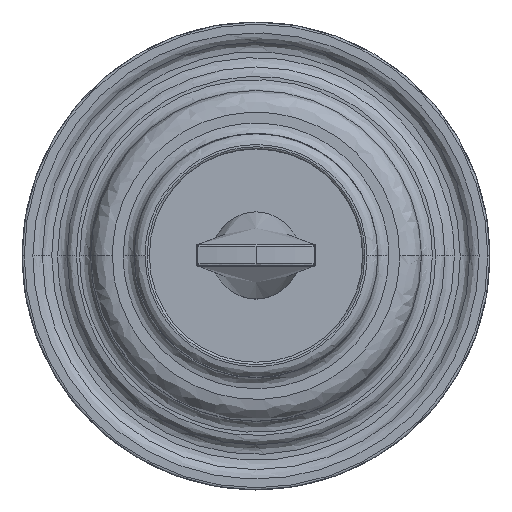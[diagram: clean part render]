
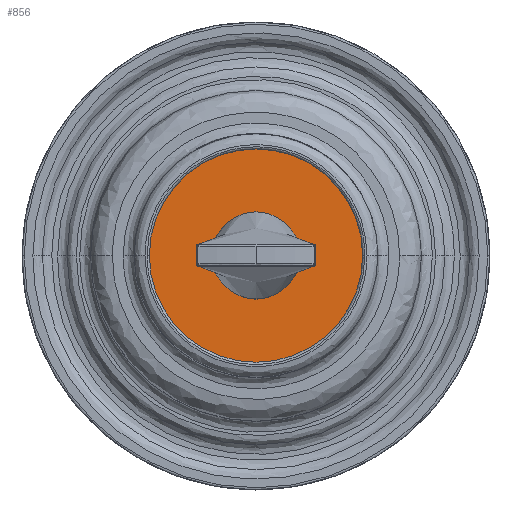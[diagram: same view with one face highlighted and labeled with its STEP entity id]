
A CAD part, top view. The second image highlights one B-rep face of the part: STEP entity #856.
In plain terms, the highlighted planar face has unit normal (0, 0, 1).
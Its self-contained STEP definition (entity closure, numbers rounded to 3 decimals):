
#3 = CARTESIAN_POINT ( 'NONE',  ( 0., 0., 15.2 ) ) ;
#856 = ADVANCED_FACE ( 'NONE', ( #10921, #16319 ), #18175, .T. ) ;
#964 = CARTESIAN_POINT ( 'NONE',  ( 0., 2., 15.2 ) ) ;
#2813 = DIRECTION ( 'NONE',  ( 1., 0., 0. ) ) ;
#2896 = EDGE_CURVE ( 'NONE', #6359, #8522, #5880, .T. ) ;
#3529 = DIRECTION ( 'NONE',  ( 0., 0., -1. ) ) ;
#3664 = ORIENTED_EDGE ( 'NONE', *, *, #2896, .T. ) ;
#4817 = DIRECTION ( 'NONE',  ( 0., 0., 1. ) ) ;
#5163 = CIRCLE ( 'NONE', #5636, 4.9 ) ;
#5395 = EDGE_CURVE ( 'NONE', #19056, #10392, #19568, .T. ) ;
#5636 = AXIS2_PLACEMENT_3D ( 'NONE', #6835, #4817, #2813 ) ;
#5880 = CIRCLE ( 'NONE', #18188, 2. ) ;
#6112 = EDGE_CURVE ( 'NONE', #8522, #6359, #19609, .T. ) ;
#6359 = VERTEX_POINT ( 'NONE', #964 ) ;
#6835 = CARTESIAN_POINT ( 'NONE',  ( 0., 0., 15.2 ) ) ;
#7070 = ORIENTED_EDGE ( 'NONE', *, *, #17973, .T. ) ;
#8522 = VERTEX_POINT ( 'NONE', #13768 ) ;
#8881 = ORIENTED_EDGE ( 'NONE', *, *, #6112, .T. ) ;
#9516 = DIRECTION ( 'NONE',  ( 1., 0., 0. ) ) ;
#9520 = DIRECTION ( 'NONE',  ( 0., 0., 1. ) ) ;
#9646 = CARTESIAN_POINT ( 'NONE',  ( 0., 0., 15.2 ) ) ;
#10392 = VERTEX_POINT ( 'NONE', #12814 ) ;
#10921 = FACE_BOUND ( 'NONE', #13623, .T. ) ;
#11083 = CARTESIAN_POINT ( 'NONE',  ( -4.9, 0., 15.2 ) ) ;
#11920 = AXIS2_PLACEMENT_3D ( 'NONE', #3, #3529, #19141 ) ;
#12026 = AXIS2_PLACEMENT_3D ( 'NONE', #18156, #18137, #18119 ) ;
#12814 = CARTESIAN_POINT ( 'NONE',  ( 4.9, 0., 15.2 ) ) ;
#13550 = EDGE_LOOP ( 'NONE', ( #7070, #14527 ) ) ;
#13623 = EDGE_LOOP ( 'NONE', ( #8881, #3664 ) ) ;
#13768 = CARTESIAN_POINT ( 'NONE',  ( 0., -2., 15.2 ) ) ;
#14478 = DIRECTION ( 'NONE',  ( 0., -1., 0. ) ) ;
#14493 = DIRECTION ( 'NONE',  ( 0., 0., -1. ) ) ;
#14512 = CARTESIAN_POINT ( 'NONE',  ( 0., 0., 15.2 ) ) ;
#14527 = ORIENTED_EDGE ( 'NONE', *, *, #5395, .T. ) ;
#16319 = FACE_OUTER_BOUND ( 'NONE', #13550, .T. ) ;
#16655 = AXIS2_PLACEMENT_3D ( 'NONE', #9646, #9520, #9516 ) ;
#17973 = EDGE_CURVE ( 'NONE', #10392, #19056, #5163, .T. ) ;
#18119 = DIRECTION ( 'NONE',  ( 1., 0., 0. ) ) ;
#18137 = DIRECTION ( 'NONE',  ( 0., 0., 1. ) ) ;
#18156 = CARTESIAN_POINT ( 'NONE',  ( -4.9, -4.999, 15.2 ) ) ;
#18175 = PLANE ( 'NONE',  #12026 ) ;
#18188 = AXIS2_PLACEMENT_3D ( 'NONE', #14512, #14493, #14478 ) ;
#19056 = VERTEX_POINT ( 'NONE', #11083 ) ;
#19141 = DIRECTION ( 'NONE',  ( 0., -1., 0. ) ) ;
#19568 = CIRCLE ( 'NONE', #16655, 4.9 ) ;
#19609 = CIRCLE ( 'NONE', #11920, 2. ) ;
